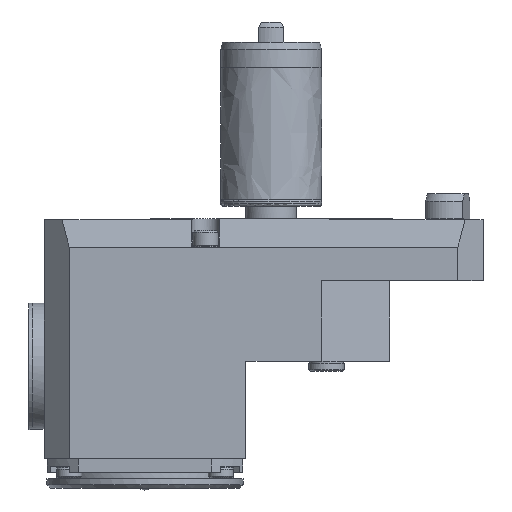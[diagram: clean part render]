
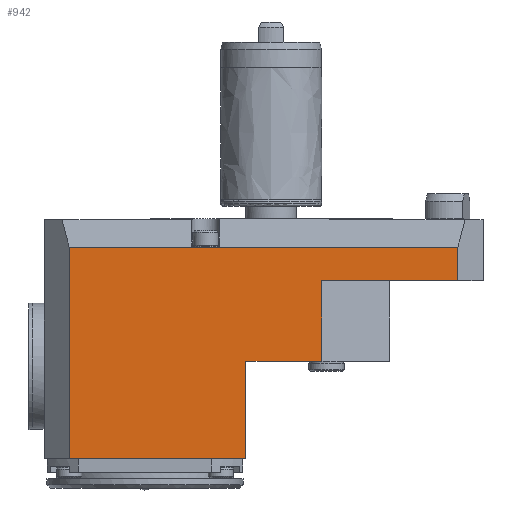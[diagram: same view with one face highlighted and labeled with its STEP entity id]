
A CAD part, front view. The second image highlights one B-rep face of the part: STEP entity #942.
In plain terms, the highlighted planar face has unit normal (0, -1, 0).
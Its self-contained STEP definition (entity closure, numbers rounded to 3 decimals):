
#72=LINE('',#4668,#284);
#83=LINE('',#4690,#295);
#85=LINE('',#4695,#297);
#91=LINE('',#4705,#303);
#153=LINE('',#5879,#365);
#154=LINE('',#5881,#366);
#165=LINE('',#6004,#377);
#170=LINE('',#6014,#382);
#171=LINE('',#6016,#383);
#172=LINE('',#6017,#384);
#173=LINE('',#6019,#385);
#174=LINE('',#6021,#386);
#284=VECTOR('',#3288,1.);
#295=VECTOR('',#3303,1.);
#297=VECTOR('',#3307,1.);
#303=VECTOR('',#3317,1.);
#365=VECTOR('',#3459,1.);
#366=VECTOR('',#3462,1.);
#377=VECTOR('',#3475,1.);
#382=VECTOR('',#3484,1.);
#383=VECTOR('',#3485,1.);
#384=VECTOR('',#3486,1.);
#385=VECTOR('',#3487,1.);
#386=VECTOR('',#3488,1.);
#942=ADVANCED_FACE('',(#1188),#1072,.F.);
#1072=PLANE('',#3138);
#1188=FACE_OUTER_BOUND('',#1391,.T.);
#1391=EDGE_LOOP('',(#1917,#1918,#1919,#1920,#1921,#1922,#1923,#1924,#1925,
#1926,#1927,#1928));
#1917=ORIENTED_EDGE('',*,*,#2830,.F.);
#1918=ORIENTED_EDGE('',*,*,#2831,.F.);
#1919=ORIENTED_EDGE('',*,*,#2656,.F.);
#1920=ORIENTED_EDGE('',*,*,#2667,.F.);
#1921=ORIENTED_EDGE('',*,*,#2675,.F.);
#1922=ORIENTED_EDGE('',*,*,#2669,.T.);
#1923=ORIENTED_EDGE('',*,*,#2832,.F.);
#1924=ORIENTED_EDGE('',*,*,#2833,.T.);
#1925=ORIENTED_EDGE('',*,*,#2834,.F.);
#1926=ORIENTED_EDGE('',*,*,#2807,.F.);
#1927=ORIENTED_EDGE('',*,*,#2806,.T.);
#1928=ORIENTED_EDGE('',*,*,#2825,.F.);
#2361=VERTEX_POINT('',#4669);
#2362=VERTEX_POINT('',#4670);
#2369=VERTEX_POINT('',#4689);
#2370=VERTEX_POINT('',#4693);
#2372=VERTEX_POINT('',#4696);
#2463=VERTEX_POINT('',#5868);
#2465=VERTEX_POINT('',#5878);
#2466=VERTEX_POINT('',#5882);
#2479=VERTEX_POINT('',#6003);
#2483=VERTEX_POINT('',#6015);
#2484=VERTEX_POINT('',#6018);
#2485=VERTEX_POINT('',#6020);
#2656=EDGE_CURVE('',#2361,#2362,#72,.T.);
#2667=EDGE_CURVE('',#2369,#2361,#83,.T.);
#2669=EDGE_CURVE('',#2372,#2370,#85,.T.);
#2675=EDGE_CURVE('',#2372,#2369,#91,.T.);
#2806=EDGE_CURVE('',#2463,#2465,#153,.T.);
#2807=EDGE_CURVE('',#2463,#2466,#154,.T.);
#2825=EDGE_CURVE('',#2479,#2465,#165,.T.);
#2830=EDGE_CURVE('',#2483,#2479,#170,.T.);
#2831=EDGE_CURVE('',#2362,#2483,#171,.T.);
#2832=EDGE_CURVE('',#2484,#2370,#172,.T.);
#2833=EDGE_CURVE('',#2484,#2485,#173,.T.);
#2834=EDGE_CURVE('',#2466,#2485,#174,.T.);
#3138=AXIS2_PLACEMENT_3D('',#6022,#3489,#3490);
#3288=DIRECTION('',(-1.,0.,0.));
#3303=DIRECTION('',(0.,0.,-1.));
#3307=DIRECTION('',(0.,0.,1.));
#3317=DIRECTION('',(-1.,0.,0.));
#3459=DIRECTION('',(-1.,0.,0.));
#3462=DIRECTION('',(0.,0.,1.));
#3475=DIRECTION('',(0.,0.,-1.));
#3484=DIRECTION('',(1.,0.,0.));
#3485=DIRECTION('',(0.,0.,1.));
#3486=DIRECTION('',(-1.,0.,0.));
#3487=DIRECTION('',(0.,0.,1.));
#3488=DIRECTION('',(1.,0.,0.));
#3489=DIRECTION('',(0.,1.,0.));
#3490=DIRECTION('',(0.,0.,1.));
#4668=CARTESIAN_POINT('',(-10.,-45.,-95.));
#4669=CARTESIAN_POINT('',(-10.,-45.,-95.));
#4670=CARTESIAN_POINT('',(-80.,-45.,-95.));
#4689=CARTESIAN_POINT('',(-10.,-45.,-56.5));
#4690=CARTESIAN_POINT('',(-10.,-45.,-56.5));
#4693=CARTESIAN_POINT('',(20.,-45.,-24.5));
#4695=CARTESIAN_POINT('',(20.,-45.,-95.));
#4696=CARTESIAN_POINT('',(20.,-45.,-56.5));
#4705=CARTESIAN_POINT('',(47.,-45.,-56.5));
#5868=CARTESIAN_POINT('',(-20.5,-45.,-11.5));
#5878=CARTESIAN_POINT('',(-31.5,-45.,-11.5));
#5879=CARTESIAN_POINT('',(74.,-45.,-11.5));
#5881=CARTESIAN_POINT('',(-20.5,-45.,-24.5));
#5882=CARTESIAN_POINT('',(-20.5,-45.,-11.196));
#6003=CARTESIAN_POINT('',(-31.5,-45.,-11.196));
#6004=CARTESIAN_POINT('',(-31.5,-45.,-24.5));
#6014=CARTESIAN_POINT('',(74.,-45.,-11.196));
#6015=CARTESIAN_POINT('',(-80.,-45.,-11.196));
#6016=CARTESIAN_POINT('',(-80.,-45.,-24.5));
#6017=CARTESIAN_POINT('',(74.,-45.,-24.5));
#6018=CARTESIAN_POINT('',(74.,-45.,-24.5));
#6019=CARTESIAN_POINT('',(74.,-45.,-24.5));
#6020=CARTESIAN_POINT('',(74.,-45.,-11.196));
#6021=CARTESIAN_POINT('',(74.,-45.,-11.196));
#6022=CARTESIAN_POINT('',(74.,-45.,-24.5));
